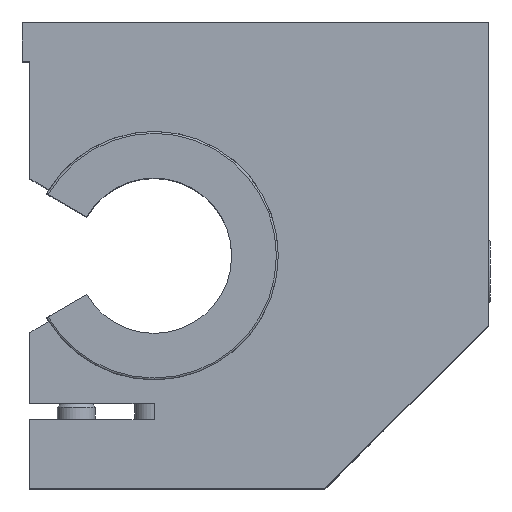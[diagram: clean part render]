
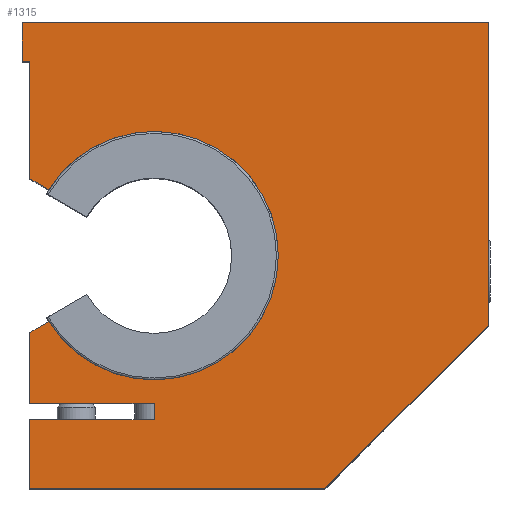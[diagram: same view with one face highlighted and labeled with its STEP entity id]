
A CAD part, top view. The second image highlights one B-rep face of the part: STEP entity #1315.
In plain terms, the highlighted planar face has unit normal (0, 0, 1).
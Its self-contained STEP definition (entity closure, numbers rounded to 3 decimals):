
#87=CIRCLE('',#1466,16.);
#153=FACE_OUTER_BOUND('',#233,.T.);
#233=EDGE_LOOP('',(#897,#898,#899,#900,#901,#902,#903,#904,#905,#906,#907,
#908,#909,#910,#911));
#335=LINE('',#2062,#453);
#336=LINE('',#2064,#454);
#337=LINE('',#2066,#455);
#338=LINE('',#2068,#456);
#339=LINE('',#2070,#457);
#340=LINE('',#2072,#458);
#341=LINE('',#2076,#459);
#342=LINE('',#2078,#460);
#343=LINE('',#2080,#461);
#344=LINE('',#2082,#462);
#345=LINE('',#2084,#463);
#346=LINE('',#2086,#464);
#347=LINE('',#2088,#465);
#348=LINE('',#2089,#466);
#453=VECTOR('',#1640,10.);
#454=VECTOR('',#1641,10.);
#455=VECTOR('',#1642,10.);
#456=VECTOR('',#1643,10.);
#457=VECTOR('',#1644,10.);
#458=VECTOR('',#1645,10.);
#459=VECTOR('',#1648,10.);
#460=VECTOR('',#1649,10.);
#461=VECTOR('',#1650,10.);
#462=VECTOR('',#1651,10.);
#463=VECTOR('',#1652,10.);
#464=VECTOR('',#1653,10.);
#465=VECTOR('',#1654,10.);
#466=VECTOR('',#1655,10.);
#572=VERTEX_POINT('',#2060);
#573=VERTEX_POINT('',#2061);
#574=VERTEX_POINT('',#2063);
#575=VERTEX_POINT('',#2065);
#576=VERTEX_POINT('',#2067);
#577=VERTEX_POINT('',#2069);
#578=VERTEX_POINT('',#2071);
#579=VERTEX_POINT('',#2073);
#580=VERTEX_POINT('',#2075);
#581=VERTEX_POINT('',#2077);
#582=VERTEX_POINT('',#2079);
#583=VERTEX_POINT('',#2081);
#584=VERTEX_POINT('',#2083);
#585=VERTEX_POINT('',#2085);
#586=VERTEX_POINT('',#2087);
#703=EDGE_CURVE('',#572,#573,#335,.T.);
#704=EDGE_CURVE('',#574,#572,#336,.T.);
#705=EDGE_CURVE('',#575,#574,#337,.T.);
#706=EDGE_CURVE('',#576,#575,#338,.T.);
#707=EDGE_CURVE('',#577,#576,#339,.T.);
#708=EDGE_CURVE('',#578,#577,#340,.T.);
#709=EDGE_CURVE('',#579,#578,#87,.T.);
#710=EDGE_CURVE('',#580,#579,#341,.T.);
#711=EDGE_CURVE('',#581,#580,#342,.T.);
#712=EDGE_CURVE('',#582,#581,#343,.T.);
#713=EDGE_CURVE('',#583,#582,#344,.T.);
#714=EDGE_CURVE('',#584,#583,#345,.T.);
#715=EDGE_CURVE('',#585,#584,#346,.T.);
#716=EDGE_CURVE('',#586,#585,#347,.T.);
#717=EDGE_CURVE('',#573,#586,#348,.T.);
#897=ORIENTED_EDGE('',*,*,#703,.F.);
#898=ORIENTED_EDGE('',*,*,#704,.F.);
#899=ORIENTED_EDGE('',*,*,#705,.F.);
#900=ORIENTED_EDGE('',*,*,#706,.F.);
#901=ORIENTED_EDGE('',*,*,#707,.F.);
#902=ORIENTED_EDGE('',*,*,#708,.F.);
#903=ORIENTED_EDGE('',*,*,#709,.F.);
#904=ORIENTED_EDGE('',*,*,#710,.F.);
#905=ORIENTED_EDGE('',*,*,#711,.F.);
#906=ORIENTED_EDGE('',*,*,#712,.F.);
#907=ORIENTED_EDGE('',*,*,#713,.F.);
#908=ORIENTED_EDGE('',*,*,#714,.F.);
#909=ORIENTED_EDGE('',*,*,#715,.F.);
#910=ORIENTED_EDGE('',*,*,#716,.F.);
#911=ORIENTED_EDGE('',*,*,#717,.F.);
#1265=PLANE('',#1465);
#1315=ADVANCED_FACE('',(#153),#1265,.T.);
#1465=AXIS2_PLACEMENT_3D('',#2059,#1638,#1639);
#1466=AXIS2_PLACEMENT_3D('',#2074,#1646,#1647);
#1638=DIRECTION('center_axis',(0.,0.,1.));
#1639=DIRECTION('ref_axis',(1.,0.,0.));
#1640=DIRECTION('',(0.,-1.,0.));
#1641=DIRECTION('',(1.,0.,0.));
#1642=DIRECTION('',(0.,1.,0.));
#1643=DIRECTION('',(-1.,0.,0.));
#1644=DIRECTION('',(0.,1.,0.));
#1645=DIRECTION('',(-0.866,0.5,0.));
#1646=DIRECTION('center_axis',(0.,0.,1.));
#1647=DIRECTION('ref_axis',(-0.847,-0.531,0.));
#1648=DIRECTION('',(0.866,0.5,0.));
#1649=DIRECTION('',(0.,1.,0.));
#1650=DIRECTION('',(-1.,0.,0.));
#1651=DIRECTION('',(0.,1.,0.));
#1652=DIRECTION('',(1.,0.,0.));
#1653=DIRECTION('',(0.,1.,0.));
#1654=DIRECTION('',(-1.,0.,0.));
#1655=DIRECTION('',(-0.707,-0.707,0.));
#2059=CARTESIAN_POINT('Origin',(-5.084,-0.558,27.));
#2060=CARTESIAN_POINT('',(29.5,30.,27.));
#2061=CARTESIAN_POINT('',(29.5,-9.,27.));
#2062=CARTESIAN_POINT('',(29.5,30.,27.));
#2063=CARTESIAN_POINT('',(-30.5,30.,27.));
#2064=CARTESIAN_POINT('',(-29.5,30.,27.));
#2065=CARTESIAN_POINT('',(-30.5,25.,27.));
#2066=CARTESIAN_POINT('',(-30.5,25.,27.));
#2067=CARTESIAN_POINT('',(-29.5,25.,27.));
#2068=CARTESIAN_POINT('',(-29.5,25.,27.));
#2069=CARTESIAN_POINT('',(-29.5,9.911,27.));
#2070=CARTESIAN_POINT('',(-29.5,9.911,27.));
#2071=CARTESIAN_POINT('',(-27.055,8.5,27.));
#2072=CARTESIAN_POINT('',(-27.055,8.5,27.));
#2073=CARTESIAN_POINT('',(-27.055,-8.5,27.));
#2074=CARTESIAN_POINT('Origin',(-13.5,0.,27.));
#2075=CARTESIAN_POINT('',(-29.5,-9.911,27.));
#2076=CARTESIAN_POINT('',(-29.5,-9.911,27.));
#2077=CARTESIAN_POINT('',(-29.5,-19.,27.));
#2078=CARTESIAN_POINT('',(-29.5,-19.,27.));
#2079=CARTESIAN_POINT('',(-13.5,-19.,27.));
#2080=CARTESIAN_POINT('',(-13.5,-19.,27.));
#2081=CARTESIAN_POINT('',(-13.5,-21.15,27.));
#2082=CARTESIAN_POINT('',(-13.5,-21.15,27.));
#2083=CARTESIAN_POINT('',(-29.5,-21.15,27.));
#2084=CARTESIAN_POINT('',(-29.5,-21.15,27.));
#2085=CARTESIAN_POINT('',(-29.5,-30.,27.));
#2086=CARTESIAN_POINT('',(-29.5,-30.,27.));
#2087=CARTESIAN_POINT('',(8.5,-30.,27.));
#2088=CARTESIAN_POINT('',(8.5,-30.,27.));
#2089=CARTESIAN_POINT('',(29.5,-9.,27.));
